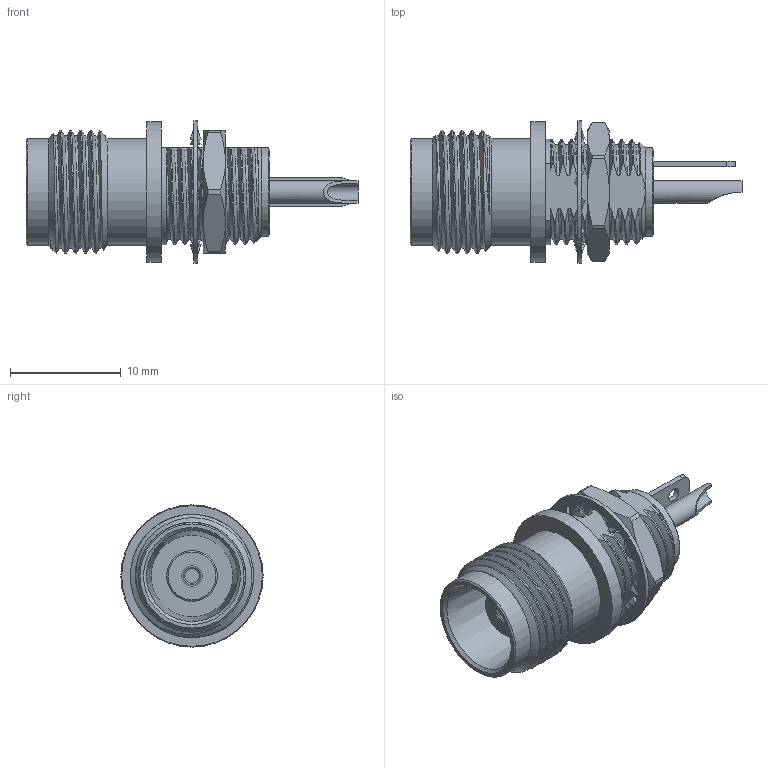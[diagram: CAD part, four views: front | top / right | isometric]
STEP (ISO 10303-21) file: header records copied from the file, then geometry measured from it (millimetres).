
FILE_DESCRIPTION (( 'STEP AP214' ), '1' );
FILE_NAME ('FMCN4375_3D.STEP', '2022-12-30T18:59:28', ( '' ), ( '' ), 'SwSTEP 2.0', 'SolidWorks 2022', '' );
FILE_SCHEMA (( 'AUTOMOTIVE_DESIGN' ));
Length unit declared in the file: inch
Products named in the file (1): FMCN4375_3D
Bounding box: 29.97 x 12.84 x 12.84 mm (x, y, z)
Volume: 1412.3 mm3; surface area: 1892.4 mm2
Topology: 3 solids, 3 shells, 216 faces, 607 edges, 406 vertices
Faces by surface type: bspline 79, cylinder 56, plane 53, cone 28
Full cylindrical faces by diameter (mm): 1.27 x1, 1.346 x1, 1.524 x1, 1.854 x1, 2.032 x1, 4.572 x1, 8.001 x1, 9.652 x2, 12.7 x1, 12.837 x1
Entity records: 22461 total; most frequent: CARTESIAN_POINT 17814, ORIENTED_EDGE 1144, DIRECTION 670, EDGE_CURVE 572, VERTEX_POINT 393, AXIS2_PLACEMENT_3D 263, EDGE_LOOP 249, B_SPLINE_CURVE_WITH_KNOTS 227
